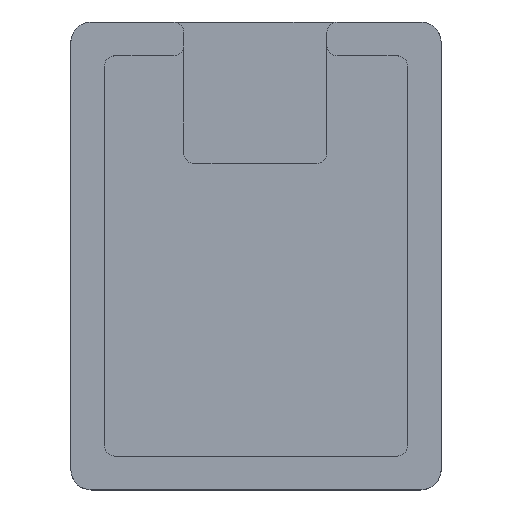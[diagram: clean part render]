
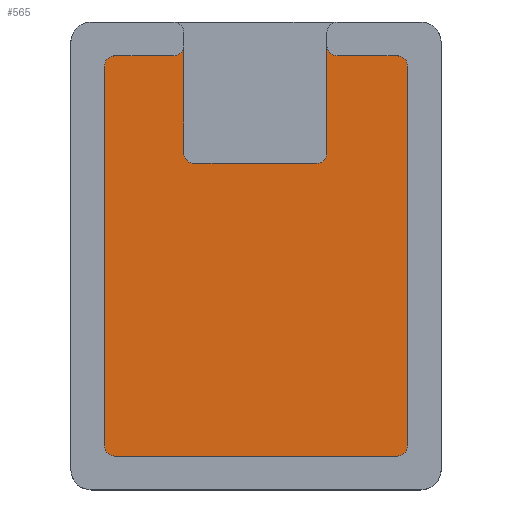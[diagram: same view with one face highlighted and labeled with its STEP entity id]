
A CAD part, top view. The second image highlights one B-rep face of the part: STEP entity #565.
In plain terms, the highlighted planar face has unit normal (0, 0, 1).
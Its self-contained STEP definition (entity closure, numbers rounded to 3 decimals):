
#25=PLANE('',#629);
#47=FACE_OUTER_BOUND('',#77,.T.);
#77=EDGE_LOOP('',(#451,#452,#453,#454,#455,#456,#457,#458,#459,#460,#461,
#462,#463,#464,#465,#466));
#97=LINE('',#841,#153);
#115=LINE('',#901,#171);
#127=LINE('',#934,#183);
#129=LINE('',#940,#185);
#130=LINE('',#944,#186);
#131=LINE('',#948,#187);
#132=LINE('',#952,#188);
#133=LINE('',#955,#189);
#153=VECTOR('',#667,10.);
#171=VECTOR('',#715,10.);
#183=VECTOR('',#749,10.);
#185=VECTOR('',#757,10.);
#186=VECTOR('',#760,10.);
#187=VECTOR('',#763,10.);
#188=VECTOR('',#766,10.);
#189=VECTOR('',#769,10.);
#208=CIRCLE('',#599,1.);
#220=CIRCLE('',#614,1.);
#224=CIRCLE('',#623,1.);
#226=CIRCLE('',#628,1.);
#227=CIRCLE('',#630,1.);
#228=CIRCLE('',#631,1.);
#229=CIRCLE('',#632,1.);
#230=CIRCLE('',#633,1.);
#233=VERTEX_POINT('',#834);
#234=VERTEX_POINT('',#836);
#235=VERTEX_POINT('',#840);
#260=VERTEX_POINT('',#894);
#261=VERTEX_POINT('',#896);
#262=VERTEX_POINT('',#900);
#270=VERTEX_POINT('',#925);
#272=VERTEX_POINT('',#933);
#273=VERTEX_POINT('',#939);
#274=VERTEX_POINT('',#941);
#275=VERTEX_POINT('',#943);
#276=VERTEX_POINT('',#945);
#277=VERTEX_POINT('',#947);
#278=VERTEX_POINT('',#949);
#279=VERTEX_POINT('',#951);
#280=VERTEX_POINT('',#953);
#289=EDGE_CURVE('',#233,#234,#208,.F.);
#291=EDGE_CURVE('',#233,#235,#97,.T.);
#319=EDGE_CURVE('',#260,#261,#220,.F.);
#321=EDGE_CURVE('',#262,#261,#115,.T.);
#334=EDGE_CURVE('',#262,#270,#224,.T.);
#338=EDGE_CURVE('',#272,#270,#127,.T.);
#340=EDGE_CURVE('',#272,#235,#226,.T.);
#341=EDGE_CURVE('',#273,#260,#129,.T.);
#342=EDGE_CURVE('',#273,#274,#227,.T.);
#343=EDGE_CURVE('',#275,#274,#130,.T.);
#344=EDGE_CURVE('',#275,#276,#228,.T.);
#345=EDGE_CURVE('',#277,#276,#131,.T.);
#346=EDGE_CURVE('',#277,#278,#229,.T.);
#347=EDGE_CURVE('',#279,#278,#132,.T.);
#348=EDGE_CURVE('',#279,#280,#230,.T.);
#349=EDGE_CURVE('',#234,#280,#133,.T.);
#451=ORIENTED_EDGE('',*,*,#291,.T.);
#452=ORIENTED_EDGE('',*,*,#340,.F.);
#453=ORIENTED_EDGE('',*,*,#338,.T.);
#454=ORIENTED_EDGE('',*,*,#334,.F.);
#455=ORIENTED_EDGE('',*,*,#321,.T.);
#456=ORIENTED_EDGE('',*,*,#319,.F.);
#457=ORIENTED_EDGE('',*,*,#341,.F.);
#458=ORIENTED_EDGE('',*,*,#342,.T.);
#459=ORIENTED_EDGE('',*,*,#343,.F.);
#460=ORIENTED_EDGE('',*,*,#344,.T.);
#461=ORIENTED_EDGE('',*,*,#345,.F.);
#462=ORIENTED_EDGE('',*,*,#346,.T.);
#463=ORIENTED_EDGE('',*,*,#347,.F.);
#464=ORIENTED_EDGE('',*,*,#348,.T.);
#465=ORIENTED_EDGE('',*,*,#349,.F.);
#466=ORIENTED_EDGE('',*,*,#289,.F.);
#565=ADVANCED_FACE('',(#47),#25,.F.);
#599=AXIS2_PLACEMENT_3D('',#837,#662,#663);
#614=AXIS2_PLACEMENT_3D('',#897,#710,#711);
#623=AXIS2_PLACEMENT_3D('',#926,#739,#740);
#628=AXIS2_PLACEMENT_3D('',#937,#753,#754);
#629=AXIS2_PLACEMENT_3D('',#938,#755,#756);
#630=AXIS2_PLACEMENT_3D('',#942,#758,#759);
#631=AXIS2_PLACEMENT_3D('',#946,#761,#762);
#632=AXIS2_PLACEMENT_3D('',#950,#764,#765);
#633=AXIS2_PLACEMENT_3D('',#954,#767,#768);
#662=DIRECTION('center_axis',(0.,0.,-1.));
#663=DIRECTION('ref_axis',(-0.707,-0.707,0.));
#667=DIRECTION('',(0.,-1.,0.));
#710=DIRECTION('center_axis',(0.,0.,-1.));
#711=DIRECTION('ref_axis',(0.707,-0.707,0.));
#715=DIRECTION('',(0.,1.,0.));
#739=DIRECTION('center_axis',(0.,0.,1.));
#740=DIRECTION('ref_axis',(-0.707,-0.707,0.));
#749=DIRECTION('',(-1.,0.,0.));
#753=DIRECTION('center_axis',(0.,0.,1.));
#754=DIRECTION('ref_axis',(0.707,-0.707,0.));
#755=DIRECTION('center_axis',(0.,0.,-1.));
#756=DIRECTION('ref_axis',(-1.,0.,0.));
#757=DIRECTION('',(1.,0.,0.));
#758=DIRECTION('center_axis',(0.,0.,1.));
#759=DIRECTION('ref_axis',(-0.707,0.707,0.));
#760=DIRECTION('',(0.,1.,0.));
#761=DIRECTION('center_axis',(0.,0.,1.));
#762=DIRECTION('ref_axis',(-0.707,-0.707,0.));
#763=DIRECTION('',(-1.,0.,0.));
#764=DIRECTION('center_axis',(0.,0.,1.));
#765=DIRECTION('ref_axis',(0.707,-0.707,0.));
#766=DIRECTION('',(0.,-1.,0.));
#767=DIRECTION('center_axis',(0.,0.,1.));
#768=DIRECTION('ref_axis',(0.707,0.707,0.));
#769=DIRECTION('',(1.,0.,0.));
#834=CARTESIAN_POINT('',(21.22,1.5,-8.));
#836=CARTESIAN_POINT('',(22.22,0.5,-8.));
#837=CARTESIAN_POINT('Origin',(22.22,1.5,-8.));
#840=CARTESIAN_POINT('',(21.22,-9.,-8.));
#841=CARTESIAN_POINT('',(21.22,-7.525,-8.));
#894=CARTESIAN_POINT('',(6.22,0.5,-8.));
#896=CARTESIAN_POINT('',(7.22,1.5,-8.));
#897=CARTESIAN_POINT('Origin',(6.22,1.5,-8.));
#900=CARTESIAN_POINT('',(7.22,-9.,-8.));
#901=CARTESIAN_POINT('',(7.22,-14.525,-8.));
#925=CARTESIAN_POINT('',(8.22,-10.,-8.));
#926=CARTESIAN_POINT('Origin',(8.22,-9.,-8.));
#933=CARTESIAN_POINT('',(20.22,-10.,-8.));
#934=CARTESIAN_POINT('',(17.754,-10.,-8.));
#937=CARTESIAN_POINT('Origin',(20.22,-9.,-8.));
#938=CARTESIAN_POINT('Origin',(14.288,-19.05,-8.));
#939=CARTESIAN_POINT('',(0.5,0.5,-8.));
#940=CARTESIAN_POINT('',(-0.5,0.5,-8.));
#941=CARTESIAN_POINT('',(-0.5,-0.5,-8.));
#942=CARTESIAN_POINT('Origin',(0.5,-0.5,-8.));
#943=CARTESIAN_POINT('',(-0.5,-37.6,-8.));
#944=CARTESIAN_POINT('',(-0.5,0.5,-8.));
#945=CARTESIAN_POINT('',(0.5,-38.6,-8.));
#946=CARTESIAN_POINT('Origin',(0.5,-37.6,-8.));
#947=CARTESIAN_POINT('',(28.075,-38.6,-8.));
#948=CARTESIAN_POINT('',(-0.5,-38.6,-8.));
#949=CARTESIAN_POINT('',(29.075,-37.6,-8.));
#950=CARTESIAN_POINT('Origin',(28.075,-37.6,-8.));
#951=CARTESIAN_POINT('',(29.075,-0.5,-8.));
#952=CARTESIAN_POINT('',(29.075,0.5,-8.));
#953=CARTESIAN_POINT('',(28.075,0.5,-8.));
#954=CARTESIAN_POINT('Origin',(28.075,-0.5,-8.));
#955=CARTESIAN_POINT('',(-0.5,0.5,-8.));
